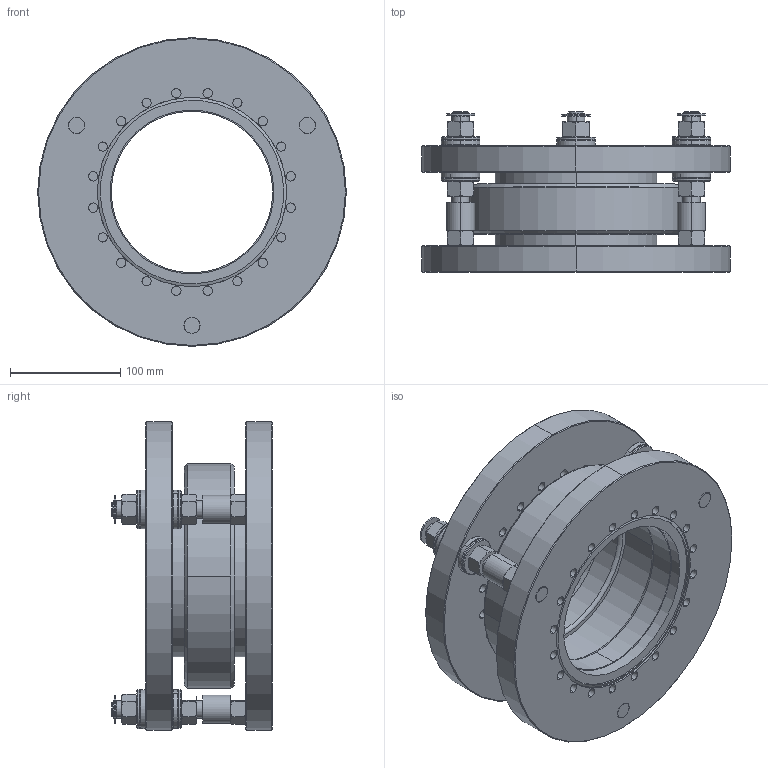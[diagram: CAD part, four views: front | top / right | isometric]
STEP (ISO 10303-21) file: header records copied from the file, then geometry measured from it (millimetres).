
FILE_DESCRIPTION (( 'STEP AP214' ), '1' );
FILE_NAME ('QN106670-A1, PA-5.75-B800C-T800C.STEP', '2019-12-18T19:30:53', ( '' ), ( '' ), 'SwSTEP 2.0', 'SolidWorks 2010', '' );
FILE_SCHEMA (( 'AUTOMOTIVE_DESIGN' ));
Length unit declared in the file: inch
Products named in the file (1): QN106670-A1, PA-5.75-B800C-T800C
Bounding box: 279.4 x 145.29 x 279.4 mm (x, y, z)
Surface area: 425939.7 mm2 (no closed solid volume)
Topology: 0 solids, 44 shells, 420 faces, 1122 edges, 748 vertices
Faces by surface type: cylinder 191, cone 114, plane 99, sphere 12, torus 4
Entity records: 19652 total; most frequent: CARTESIAN_POINT 3411, DIRECTION 2438, ORIENTED_EDGE 1938, EDGE_CURVE 1122, AXIS2_PLACEMENT_3D 1043, VERTEX_POINT 748, CIRCLE 622, EDGE_LOOP 552
